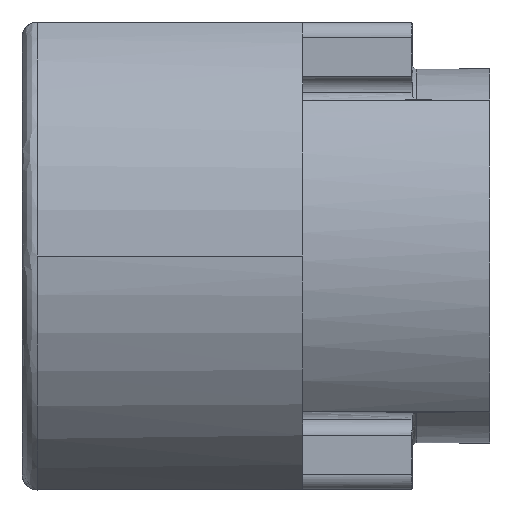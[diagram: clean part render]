
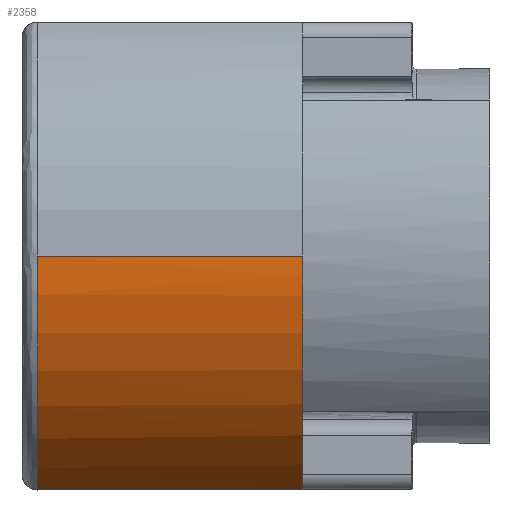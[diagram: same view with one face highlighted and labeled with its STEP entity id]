
A CAD part, left-side view. The second image highlights one B-rep face of the part: STEP entity #2358.
In plain terms, the highlighted free-form (B-spline) face has degree [1, 3] with [2, 4] control points.
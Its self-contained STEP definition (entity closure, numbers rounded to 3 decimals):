
#628 = CARTESIAN_POINT ( 'NONE',  ( 4.5, 12., -7.5 ) ) ;
#817 = VERTEX_POINT ( 'NONE', #1248 ) ;
#1248 = CARTESIAN_POINT ( 'NONE',  ( 0., 12., 0. ) ) ;
#1463 = CARTESIAN_POINT ( 'NONE',  ( 4.5, 3.5, -7.5 ) ) ;
#1485 = CARTESIAN_POINT ( 'NONE',  ( 4.5, 3.5, -7.5 ) ) ;
#1500 = CARTESIAN_POINT ( 'NONE',  ( 1.821, 12., -6.071 ) ) ;
#1520 =( BOUNDED_SURFACE ( )  B_SPLINE_SURFACE ( 1, 3, ( 
 ( #1485, #2327, #9937, #2356 ),
 ( #628, #3218, #10754, #9809 ) ),
 .UNSPECIFIED., .F., .F., .T. ) 
 B_SPLINE_SURFACE_WITH_KNOTS ( ( 2, 2 ),
 ( 4, 4 ),
 ( 0., 1. ),
 ( 0., 1. ),
 .UNSPECIFIED. ) 
 GEOMETRIC_REPRESENTATION_ITEM ( )  RATIONAL_B_SPLINE_SURFACE ( (
 ( 1., 0.905, 0.905, 1.),
 ( 1., 0.905, 0.905, 1.) ) ) 
 REPRESENTATION_ITEM ( '' )  SURFACE ( )  );
#2327 = CARTESIAN_POINT ( 'NONE',  ( 1.657, 3.5, -5.984 ) ) ;
#2356 = CARTESIAN_POINT ( 'NONE',  ( 0., 3.5, 0. ) ) ;
#2358 = ADVANCED_FACE ( 'NONE', ( #4258 ), #1520, .F. ) ;
#2441 = CARTESIAN_POINT ( 'NONE',  ( 0., 3.5, -3.222 ) ) ;
#2642 = CARTESIAN_POINT ( 'NONE',  ( 0., 3.5, 0. ) ) ;
#3218 = CARTESIAN_POINT ( 'NONE',  ( 1.657, 12., -5.984 ) ) ;
#3299 = CARTESIAN_POINT ( 'NONE',  ( 4.5, 12., -7.5 ) ) ;
#4103 = CARTESIAN_POINT ( 'NONE',  ( 4.5, 3.5, -7.5 ) ) ;
#4258 = FACE_OUTER_BOUND ( 'NONE', #8400, .T. ) ;
#4315 = B_SPLINE_CURVE_WITH_KNOTS ( 'NONE', 1,
 ( #9908, #4894 ),
 .UNSPECIFIED., .F., .F.,
 ( 2, 2 ),
 ( -1., 0. ),
 .UNSPECIFIED. ) ;
#4382 = B_SPLINE_CURVE_WITH_KNOTS ( 'NONE', 1,
 ( #7719, #6113 ),
 .UNSPECIFIED., .F., .F.,
 ( 2, 2 ),
 ( 0., 1. ),
 .UNSPECIFIED. ) ;
#4601 = ORIENTED_EDGE ( 'NONE', *, *, #9661, .F. ) ;
#4894 = CARTESIAN_POINT ( 'NONE',  ( 0., 3.5, 0. ) ) ;
#5272 = VERTEX_POINT ( 'NONE', #2642 ) ;
#5450 =( BOUNDED_CURVE ( )  B_SPLINE_CURVE ( 3, ( #3299, #1500, #6645, #8365 ),
 .UNSPECIFIED., .F., .F. ) 
 B_SPLINE_CURVE_WITH_KNOTS ( ( 4, 4 ),
 ( 0., 1.081 ),
 .UNSPECIFIED. ) 
 CURVE ( )  GEOMETRIC_REPRESENTATION_ITEM ( )  RATIONAL_B_SPLINE_CURVE ( ( 0.949, 0.782, 0.698, 0.698 ) ) 
 REPRESENTATION_ITEM ( '' )  );
#5639 = VERTEX_POINT ( 'NONE', #1463 ) ;
#5726 = CARTESIAN_POINT ( 'NONE',  ( 0., 3.5, 0. ) ) ;
#6113 = CARTESIAN_POINT ( 'NONE',  ( 4.5, 12., -7.5 ) ) ;
#6319 = VERTEX_POINT ( 'NONE', #10310 ) ;
#6645 = CARTESIAN_POINT ( 'NONE',  ( 0., 12., -3.4 ) ) ;
#7406 = ORIENTED_EDGE ( 'NONE', *, *, #7895, .F. ) ;
#7719 = CARTESIAN_POINT ( 'NONE',  ( 4.5, 3.5, -7.5 ) ) ;
#7895 = EDGE_CURVE ( 'NONE', #5639, #6319, #4382, .T. ) ;
#8065 = ORIENTED_EDGE ( 'NONE', *, *, #8125, .F. ) ;
#8125 = EDGE_CURVE ( 'NONE', #817, #5272, #4315, .T. ) ;
#8129 = EDGE_CURVE ( 'NONE', #5639, #5272, #9827, .T. ) ;
#8365 = CARTESIAN_POINT ( 'NONE',  ( 0., 12., 0. ) ) ;
#8400 = EDGE_LOOP ( 'NONE', ( #8065, #4601, #7406, #8421 ) ) ;
#8421 = ORIENTED_EDGE ( 'NONE', *, *, #8129, .T. ) ;
#9661 = EDGE_CURVE ( 'NONE', #6319, #817, #5450, .T. ) ;
#9809 = CARTESIAN_POINT ( 'NONE',  ( 0., 12., 0. ) ) ;
#9827 =( BOUNDED_CURVE ( )  B_SPLINE_CURVE ( 3, ( #4103, #10751, #2441, #5726 ),
 .UNSPECIFIED., .F., .F. ) 
 B_SPLINE_CURVE_WITH_KNOTS ( ( 4, 4 ),
 ( -1.081, 0. ),
 .UNSPECIFIED. ) 
 CURVE ( )  GEOMETRIC_REPRESENTATION_ITEM ( )  RATIONAL_B_SPLINE_CURVE ( ( 1., 0.905, 0.905, 1. ) ) 
 REPRESENTATION_ITEM ( '' )  );
#9908 = CARTESIAN_POINT ( 'NONE',  ( 0., 12., 0. ) ) ;
#9937 = CARTESIAN_POINT ( 'NONE',  ( 0., 3.5, -3.222 ) ) ;
#10310 = CARTESIAN_POINT ( 'NONE',  ( 4.5, 12., -7.5 ) ) ;
#10751 = CARTESIAN_POINT ( 'NONE',  ( 1.657, 3.5, -5.984 ) ) ;
#10754 = CARTESIAN_POINT ( 'NONE',  ( 0., 12., -3.222 ) ) ;
